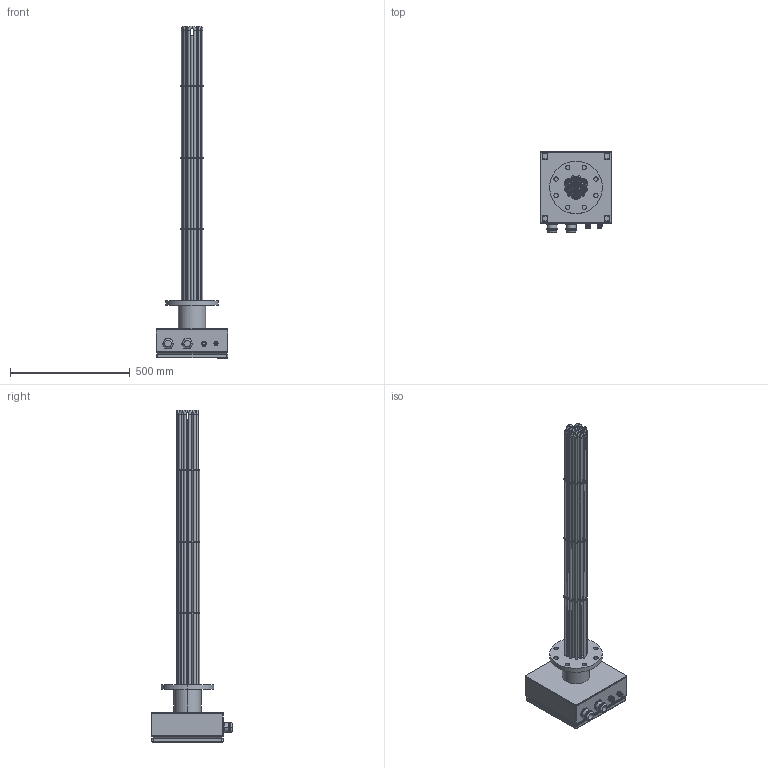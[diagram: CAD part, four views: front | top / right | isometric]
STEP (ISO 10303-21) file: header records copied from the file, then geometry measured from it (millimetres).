
FILE_DESCRIPTION (( 'STEP AP214' ), '1' );
FILE_NAME ('180014 - SSFHK 60 kW DN100 ET 1150 STEP.STEP', '2021-06-08T10:11:00', ( '' ), ( '' ), 'SwSTEP 2.0', 'SolidWorks 2021', '' );
FILE_SCHEMA (( 'AUTOMOTIVE_DESIGN' ));
Length unit declared in the file: millimetre
Products named in the file (21): Flansch^SSFHK_DN100 - 12 RHK; VM^SSFHK_DN100 - 9 RHK - 1150mm; DECKEL 300^AK 300x300x120_Anschlusskasten_SSFHK; Messingbrücken^SSFHK_TYP D - DN100 - 12 RHK ; RHK^Rohrheizkörper_SSFHK_ET 1150; KV M20 WT MS^Kabelverschraubung_SSFHK; STB TF^Fühlerschutzrohre_SSFHK_1150 mm; WB 10er^Fühlerschutzrohre_SSFHK; Kabelverschraubung^SSFHK_2xM40+M20+M16; Distanzscheiben^SSFHK_DN100 - 12 RHK; FSR STB^Fühlerschutzrohre_SSFHK; Anschlusskasten^SSFHK_300x300x120; KV M16 WT MS^Kabelverschraubung_SSFHK; Anschlusskastenplatte^SSFHK_300; AK 300x300x120^Anschlusskasten_SSFHK; 180014 - SSFHK 60 kW DN100 ET 1150 STEP; BODY 300^AK 300x300x120_Anschlusskasten_SSFHK; KV M40 WT MS^Kabelverschraubung_SSFHK; Rohrheizkörper^SSFHK_DN100 - 12 RHK - 1150 mm; Fühlerschutzrohre^SSFHK_DN100 - 1150 mm; Kühlstrecke^SSFHK_DN100
Assembly tree (34 placements, depth 4):
  180014 - SSFHK 60 kW DN100 ET 1150 STEP
    Flansch^SSFHK_DN100 - 12 RHK
    Rohrheizkörper^SSFHK_DN100 - 12 RHK - 1150 mm
      RHK^Rohrheizkörper_SSFHK_ET 1150  x12
    Distanzscheiben^SSFHK_DN100 - 12 RHK  x3
    Kühlstrecke^SSFHK_DN100
    Anschlusskastenplatte^SSFHK_300
    Fühlerschutzrohre^SSFHK_DN100 - 1150 mm
      FSR STB^Fühlerschutzrohre_SSFHK
      STB TF^Fühlerschutzrohre_SSFHK_1150 mm
      WB 10er^Fühlerschutzrohre_SSFHK
    Anschlusskasten^SSFHK_300x300x120
      AK 300x300x120^Anschlusskasten_SSFHK
        BODY 300^AK 300x300x120_Anschlusskasten_SSFHK
        DECKEL 300^AK 300x300x120_Anschlusskasten_SSFHK
    Kabelverschraubung^SSFHK_2xM40+M20+M16
      KV M16 WT MS^Kabelverschraubung_SSFHK
      KV M20 WT MS^Kabelverschraubung_SSFHK
      KV M40 WT MS^Kabelverschraubung_SSFHK  x2
    Messingbrücken^SSFHK_TYP D - DN100 - 12 RHK 
    VM^SSFHK_DN100 - 9 RHK - 1150mm
Bounding box: 300 x 338.43 x 1388 mm (x, y, z)
Volume: 2601950.9 mm3; surface area: 2785803.4 mm2
Topology: 40 solids, 40 shells, 2815 faces, 7857 edges, 5148 vertices
Faces by surface type: cylinder 1976, plane 661, torus 160, cone 16, bspline 2
Entity records: 45290 total; most frequent: CARTESIAN_POINT 8341, DIRECTION 7973, ORIENTED_EDGE 7262, EDGE_CURVE 3631, AXIS2_PLACEMENT_3D 3136, VERTEX_POINT 2380, CIRCLE 1768, VECTOR 1701
